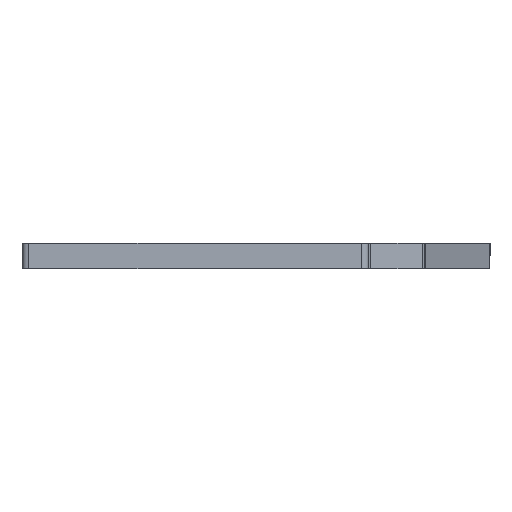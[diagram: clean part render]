
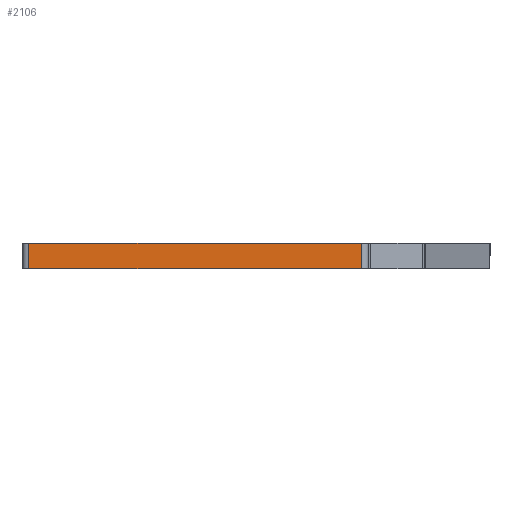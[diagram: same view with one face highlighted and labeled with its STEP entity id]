
A CAD part, left-side view. The second image highlights one B-rep face of the part: STEP entity #2106.
In plain terms, the highlighted planar face has unit normal (-1, 0, 0).
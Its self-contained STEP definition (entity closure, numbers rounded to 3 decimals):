
#294=FACE_OUTER_BOUND('',#432,.T.);
#432=EDGE_LOOP('',(#1825,#1826,#1827,#1828));
#584=LINE('',#3487,#772);
#585=LINE('',#3493,#773);
#595=LINE('',#3526,#783);
#623=LINE('',#3611,#811);
#772=VECTOR('',#2833,10.);
#773=VECTOR('',#2840,10.);
#783=VECTOR('',#2868,10.);
#811=VECTOR('',#2948,10.);
#998=VERTEX_POINT('',#3484);
#999=VERTEX_POINT('',#3486);
#1000=VERTEX_POINT('',#3490);
#1015=VERTEX_POINT('',#3524);
#1257=EDGE_CURVE('',#999,#998,#584,.T.);
#1260=EDGE_CURVE('',#1000,#998,#585,.T.);
#1277=EDGE_CURVE('',#1000,#1015,#595,.T.);
#1321=EDGE_CURVE('',#1015,#999,#623,.T.);
#1825=ORIENTED_EDGE('',*,*,#1260,.F.);
#1826=ORIENTED_EDGE('',*,*,#1277,.T.);
#1827=ORIENTED_EDGE('',*,*,#1321,.T.);
#1828=ORIENTED_EDGE('',*,*,#1257,.T.);
#2005=PLANE('',#2355);
#2106=ADVANCED_FACE('',(#294),#2005,.F.);
#2355=AXIS2_PLACEMENT_3D('',#3612,#2949,#2950);
#2833=DIRECTION('',(0.,1.,0.));
#2840=DIRECTION('',(0.,0.,1.));
#2868=DIRECTION('',(0.,-1.,0.));
#2948=DIRECTION('',(0.,0.,1.));
#2949=DIRECTION('center_axis',(1.,0.,0.));
#2950=DIRECTION('ref_axis',(0.,-1.,0.));
#3484=CARTESIAN_POINT('',(-189.08,56.575,-1.7));
#3486=CARTESIAN_POINT('',(-189.08,-66.292,-1.7));
#3487=CARTESIAN_POINT('',(-189.08,-66.292,-1.7));
#3490=CARTESIAN_POINT('',(-189.08,56.575,-11.));
#3493=CARTESIAN_POINT('',(-189.08,56.575,-4.5));
#3524=CARTESIAN_POINT('',(-189.08,-66.292,-11.));
#3526=CARTESIAN_POINT('',(-189.08,59.075,-11.));
#3611=CARTESIAN_POINT('',(-189.08,-66.292,-4.5));
#3612=CARTESIAN_POINT('Origin',(-189.08,59.075,-4.5));
